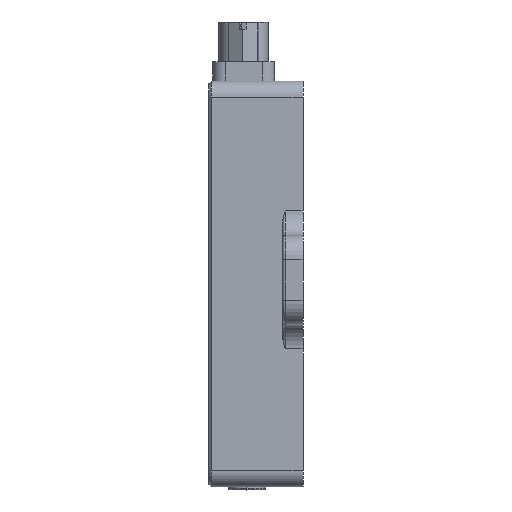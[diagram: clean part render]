
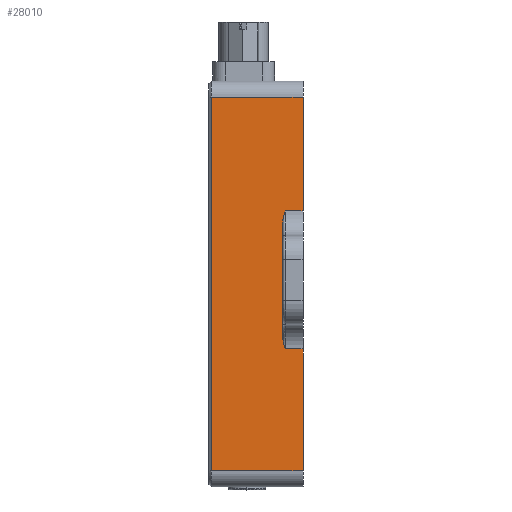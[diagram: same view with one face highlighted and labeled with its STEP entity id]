
A CAD part, left-side view. The second image highlights one B-rep face of the part: STEP entity #28010.
In plain terms, the highlighted planar face has unit normal (-1, 0, 0).
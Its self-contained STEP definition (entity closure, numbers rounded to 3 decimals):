
#1707 = LINE ( 'NONE', #49813, #43898 ) ;
#3048 = DIRECTION ( 'NONE',  ( 0., 1., 0. ) ) ;
#3785 = ORIENTED_EDGE ( 'NONE', *, *, #96165, .T. ) ;
#6389 = CARTESIAN_POINT ( 'NONE',  ( -33.252, 18.562, -10.444 ) ) ;
#8078 = DIRECTION ( 'NONE',  ( 0., -1., 0. ) ) ;
#8402 = CARTESIAN_POINT ( 'NONE',  ( -33.252, 18.476, -10.84 ) ) ;
#8774 = CARTESIAN_POINT ( 'NONE',  ( -33.252, 18.49, 4.897 ) ) ;
#9506 = DIRECTION ( 'NONE',  ( 0., 0., 1. ) ) ;
#9803 = CARTESIAN_POINT ( 'NONE',  ( -33.252, 18.343, 5.408 ) ) ;
#9931 = CARTESIAN_POINT ( 'NONE',  ( -33.252, 18.509, -10.705 ) ) ;
#12249 = CARTESIAN_POINT ( 'NONE',  ( -33.252, 16.095, -28.442 ) ) ;
#15019 = VERTEX_POINT ( 'NONE', #40502 ) ;
#20697 = EDGE_CURVE ( 'NONE', #30216, #15019, #1707, .T. ) ;
#22748 = ORIENTED_EDGE ( 'NONE', *, *, #20697, .T. ) ;
#23648 = CARTESIAN_POINT ( 'NONE',  ( -33.252, 18.434, 5.107 ) ) ;
#24359 = LINE ( 'NONE', #95487, #101229 ) ;
#24564 = DIRECTION ( 'NONE',  ( 0., 1., 0. ) ) ;
#25168 = CARTESIAN_POINT ( 'NONE',  ( -33.252, 18.486, 4.914 ) ) ;
#26709 = CARTESIAN_POINT ( 'NONE',  ( -33.252, 27.395, 19.558 ) ) ;
#27837 = EDGE_CURVE ( 'NONE', #64311, #71389, #32241, .T. ) ;
#28010 = ADVANCED_FACE ( 'NONE', ( #35277 ), #28613, .T. ) ;
#28613 = PLANE ( 'NONE',  #86621 ) ;
#28762 = VERTEX_POINT ( 'NONE', #55140 ) ;
#30216 = VERTEX_POINT ( 'NONE', #59933 ) ;
#31031 = VECTOR ( 'NONE', #24564, 1000. ) ;
#31957 = CARTESIAN_POINT ( 'NONE',  ( -33.252, 18.522, -10.647 ) ) ;
#32241 = LINE ( 'NONE', #94664, #31031 ) ;
#33340 = CARTESIAN_POINT ( 'NONE',  ( -33.252, 18.595, 4.372 ) ) ;
#34775 = DIRECTION ( 'NONE',  ( -1., 0., 0. ) ) ;
#35277 = FACE_OUTER_BOUND ( 'NONE', #72245, .T. ) ;
#37596 = CARTESIAN_POINT ( 'NONE',  ( -33.252, 18.551, -10.504 ) ) ;
#38241 = EDGE_CURVE ( 'NONE', #97424, #64311, #97102, .T. ) ;
#39617 = CARTESIAN_POINT ( 'NONE',  ( -33.252, 18.502, -10.735 ) ) ;
#40502 = CARTESIAN_POINT ( 'NONE',  ( -33.252, 18.595, 4.183 ) ) ;
#40609 = B_SPLINE_CURVE_WITH_KNOTS ( 'NONE', 3,
 ( #78912, #9803, #49209, #23648, #95272, #64584, #63562, #25168, #8774, #56378, #72254, #55866, #95781, #33340, #54842 ),
 .UNSPECIFIED., .F., .F.,
 ( 4, 2, 2, 1, 1, 1, 2, 2, 4 ),
 ( 0., 0.25, 0.375, 0.438, 0.469, 0.484, 0.492, 0.5, 1. ),
 .UNSPECIFIED. ) ;
#40624 = CARTESIAN_POINT ( 'NONE',  ( -33.252, 18.384, -11.161 ) ) ;
#40906 = ORIENTED_EDGE ( 'NONE', *, *, #70274, .F. ) ;
#41138 = CARTESIAN_POINT ( 'NONE',  ( -33.252, 18.495, -10.762 ) ) ;
#41514 = LINE ( 'NONE', #49198, #80230 ) ;
#43682 = ORIENTED_EDGE ( 'NONE', *, *, #27837, .T. ) ;
#43898 = VECTOR ( 'NONE', #79010, 1000. ) ;
#44823 = CARTESIAN_POINT ( 'NONE',  ( -33.252, 18.295, 5.558 ) ) ;
#47198 = ORIENTED_EDGE ( 'NONE', *, *, #38241, .T. ) ;
#47478 = LINE ( 'NONE', #66293, #69500 ) ;
#49198 = CARTESIAN_POINT ( 'NONE',  ( -33.252, 27.395, -28.442 ) ) ;
#49209 = CARTESIAN_POINT ( 'NONE',  ( -33.252, 18.384, 5.277 ) ) ;
#49813 = CARTESIAN_POINT ( 'NONE',  ( -33.252, 18.595, -28.442 ) ) ;
#49907 = DIRECTION ( 'NONE',  ( 0., -1., 0. ) ) ;
#52965 = CARTESIAN_POINT ( 'NONE',  ( -33.252, 18.595, -10.067 ) ) ;
#53728 = EDGE_CURVE ( 'NONE', #72483, #65493, #41514, .T. ) ;
#54004 = VECTOR ( 'NONE', #72563, 1000. ) ;
#54081 = EDGE_CURVE ( 'NONE', #90267, #83049, #74272, .T. ) ;
#54842 = CARTESIAN_POINT ( 'NONE',  ( -33.252, 18.595, 4.183 ) ) ;
#55140 = CARTESIAN_POINT ( 'NONE',  ( -33.252, 16.095, 19.558 ) ) ;
#55866 = CARTESIAN_POINT ( 'NONE',  ( -33.252, 18.493, 4.884 ) ) ;
#56378 = CARTESIAN_POINT ( 'NONE',  ( -33.252, 18.492, 4.89 ) ) ;
#57017 = CARTESIAN_POINT ( 'NONE',  ( -33.252, 18.532, -10.599 ) ) ;
#59933 = CARTESIAN_POINT ( 'NONE',  ( -33.252, 18.595, -10.067 ) ) ;
#63181 = CARTESIAN_POINT ( 'NONE',  ( -33.252, 18.496, -10.756 ) ) ;
#63562 = CARTESIAN_POINT ( 'NONE',  ( -33.252, 18.476, 4.95 ) ) ;
#64311 = VERTEX_POINT ( 'NONE', #77774 ) ;
#64584 = CARTESIAN_POINT ( 'NONE',  ( -33.252, 18.468, 4.984 ) ) ;
#65284 = LINE ( 'NONE', #96479, #89808 ) ;
#65493 = VERTEX_POINT ( 'NONE', #74278 ) ;
#65589 = DIRECTION ( 'NONE',  ( 0., 0., -1. ) ) ;
#66293 = CARTESIAN_POINT ( 'NONE',  ( -33.252, 42.817, 19.558 ) ) ;
#69500 = VECTOR ( 'NONE', #8078, 1000. ) ;
#70274 = EDGE_CURVE ( 'NONE', #30216, #71389, #81095, .T. ) ;
#70865 = CARTESIAN_POINT ( 'NONE',  ( -33.252, 18.45, -10.935 ) ) ;
#70928 = EDGE_CURVE ( 'NONE', #90267, #15019, #40609, .T. ) ;
#71389 = VERTEX_POINT ( 'NONE', #92133 ) ;
#72245 = EDGE_LOOP ( 'NONE', ( #82182, #99941, #93542, #87223, #96852, #3785, #47198, #43682, #40906, #22748 ) ) ;
#72254 = CARTESIAN_POINT ( 'NONE',  ( -33.252, 18.493, 4.885 ) ) ;
#72483 = VERTEX_POINT ( 'NONE', #26709 ) ;
#72563 = DIRECTION ( 'NONE',  ( 0., 0., 1. ) ) ;
#74272 = LINE ( 'NONE', #98792, #78532 ) ;
#74278 = CARTESIAN_POINT ( 'NONE',  ( -33.252, 27.395, -26.442 ) ) ;
#75740 = EDGE_CURVE ( 'NONE', #72483, #28762, #47478, .T. ) ;
#76523 = CARTESIAN_POINT ( 'NONE',  ( -33.252, 18.587, -10.269 ) ) ;
#77774 = CARTESIAN_POINT ( 'NONE',  ( -33.252, 16.095, -11.442 ) ) ;
#78532 = VECTOR ( 'NONE', #82957, 1000. ) ;
#78538 = CARTESIAN_POINT ( 'NONE',  ( -33.252, 18.498, -10.747 ) ) ;
#78912 = CARTESIAN_POINT ( 'NONE',  ( -33.252, 18.295, 5.558 ) ) ;
#79010 = DIRECTION ( 'NONE',  ( 0., 0., 1. ) ) ;
#79039 = CARTESIAN_POINT ( 'NONE',  ( -33.252, 18.343, -11.292 ) ) ;
#80230 = VECTOR ( 'NONE', #65589, 1000. ) ;
#81095 = B_SPLINE_CURVE_WITH_KNOTS ( 'NONE', 3,
 ( #52965, #84207, #76523, #6389, #37596, #57017, #31957, #9931, #39617, #78538, #63181, #41138, #8402, #70865, #40624, #79039, #94895 ),
 .UNSPECIFIED., .F., .F.,
 ( 4, 2, 2, 1, 1, 1, 2, 2, 2, 4 ),
 ( 0., 0.25, 0.375, 0.437, 0.469, 0.484, 0.492, 0.5, 0.75, 1. ),
 .UNSPECIFIED. ) ;
#82182 = ORIENTED_EDGE ( 'NONE', *, *, #70928, .F. ) ;
#82957 = DIRECTION ( 'NONE',  ( 0., -1., 0. ) ) ;
#83049 = VERTEX_POINT ( 'NONE', #92847 ) ;
#84207 = CARTESIAN_POINT ( 'NONE',  ( -33.252, 18.595, -10.162 ) ) ;
#86621 = AXIS2_PLACEMENT_3D ( 'NONE', #12249, #34775, #3048 ) ;
#87223 = ORIENTED_EDGE ( 'NONE', *, *, #75740, .F. ) ;
#89441 = CARTESIAN_POINT ( 'NONE',  ( -33.252, 16.095, 21.558 ) ) ;
#89808 = VECTOR ( 'NONE', #49907, 1000. ) ;
#90267 = VERTEX_POINT ( 'NONE', #44823 ) ;
#92133 = CARTESIAN_POINT ( 'NONE',  ( -33.252, 18.295, -11.442 ) ) ;
#92847 = CARTESIAN_POINT ( 'NONE',  ( -33.252, 16.095, 5.558 ) ) ;
#93196 = CARTESIAN_POINT ( 'NONE',  ( -33.252, 16.095, -26.442 ) ) ;
#93542 = ORIENTED_EDGE ( 'NONE', *, *, #97762, .T. ) ;
#94664 = CARTESIAN_POINT ( 'NONE',  ( -33.252, 16.095, -11.442 ) ) ;
#94895 = CARTESIAN_POINT ( 'NONE',  ( -33.252, 18.295, -11.442 ) ) ;
#95272 = CARTESIAN_POINT ( 'NONE',  ( -33.252, 18.448, 5.055 ) ) ;
#95487 = CARTESIAN_POINT ( 'NONE',  ( -33.252, 16.095, 21.558 ) ) ;
#95781 = CARTESIAN_POINT ( 'NONE',  ( -33.253, 18.562, 4.608 ) ) ;
#96165 = EDGE_CURVE ( 'NONE', #65493, #97424, #65284, .T. ) ;
#96479 = CARTESIAN_POINT ( 'NONE',  ( -33.252, 16.095, -26.442 ) ) ;
#96852 = ORIENTED_EDGE ( 'NONE', *, *, #53728, .T. ) ;
#97102 = LINE ( 'NONE', #89441, #54004 ) ;
#97424 = VERTEX_POINT ( 'NONE', #93196 ) ;
#97762 = EDGE_CURVE ( 'NONE', #83049, #28762, #24359, .T. ) ;
#98792 = CARTESIAN_POINT ( 'NONE',  ( -33.252, 16.095, 5.558 ) ) ;
#99941 = ORIENTED_EDGE ( 'NONE', *, *, #54081, .T. ) ;
#101229 = VECTOR ( 'NONE', #9506, 1000. ) ;
